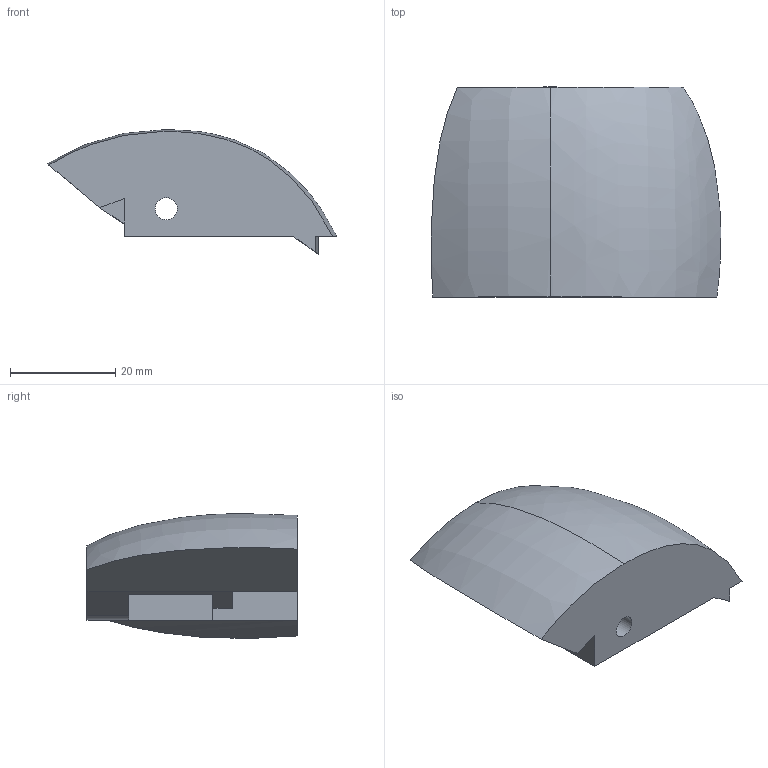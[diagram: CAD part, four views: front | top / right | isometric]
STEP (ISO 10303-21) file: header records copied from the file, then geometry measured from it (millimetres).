
FILE_DESCRIPTION(/* description */ ('STEP AP214'),/* implementation_level */ '2;1');
FILE_NAME(/* name */ '683c510e4258294a187f3d74',/* time_stamp */ '2025-06-01T13:09:35Z',/* author */ (''),/* organization */ (''),/* preprocessor_version */ 'ST-DEVELOPER v20',/* originating_system */ 'ONSHAPE BY PTC INC, 1.198',/* authorisation */ ' ');
FILE_SCHEMA (('AUTOMOTIVE_DESIGN {1 0 10303 214 3 1 1}'));
Length unit declared in the file: metre
Products named in the file (1): Part 23
Bounding box: 55.17 x 40.1 x 23.82 mm (x, y, z)
Volume: 24935.4 mm3; surface area: 6991.7 mm2
Topology: 1 solids, 1 shells, 23 faces, 65 edges, 44 vertices
Faces by surface type: plane 16, cylinder 4, bspline 3
Full cylindrical faces by diameter (mm): 4.2 x2
Entity records: 970 total; most frequent: CARTESIAN_POINT 382, ORIENTED_EDGE 122, DIRECTION 96, EDGE_CURVE 61, VERTEX_POINT 42, LINE 40, VECTOR 40, EDGE_LOOP 29
